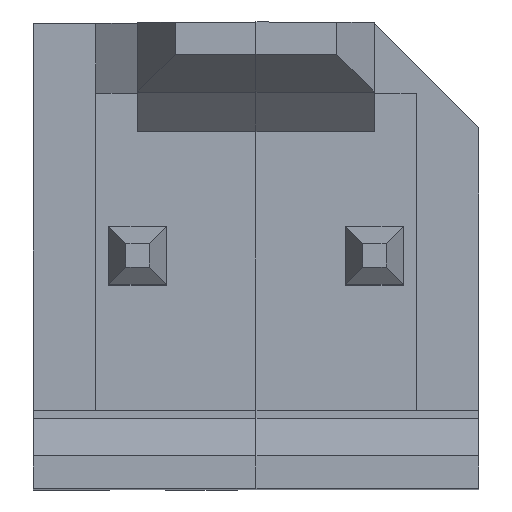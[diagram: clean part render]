
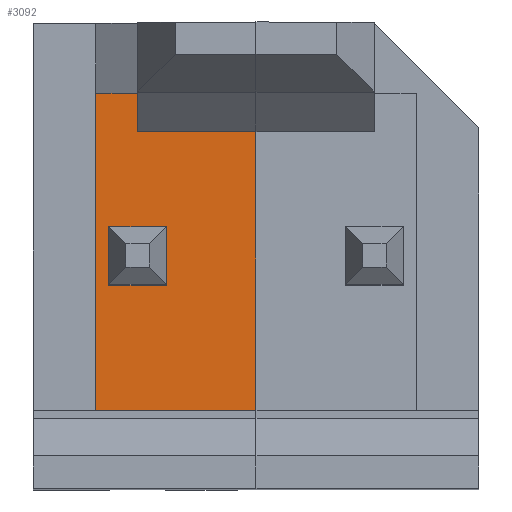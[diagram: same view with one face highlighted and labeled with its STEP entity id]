
A CAD part, top view. The second image highlights one B-rep face of the part: STEP entity #3092.
In plain terms, the highlighted planar face has unit normal (0, 0, 1).
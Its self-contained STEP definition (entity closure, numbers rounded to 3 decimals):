
#71=ORIENTED_EDGE('',*,*,#710,.T.);
#72=ORIENTED_EDGE('',*,*,#711,.T.);
#73=ORIENTED_EDGE('',*,*,#712,.T.);
#74=ORIENTED_EDGE('',*,*,#713,.T.);
#75=ORIENTED_EDGE('',*,*,#714,.F.);
#76=ORIENTED_EDGE('',*,*,#715,.T.);
#77=ORIENTED_EDGE('',*,*,#716,.F.);
#78=ORIENTED_EDGE('',*,*,#717,.T.);
#79=ORIENTED_EDGE('',*,*,#718,.T.);
#80=ORIENTED_EDGE('',*,*,#703,.T.);
#703=EDGE_CURVE('',#1025,#1024,#1230,.T.);
#710=EDGE_CURVE('',#1027,#1028,#1237,.T.);
#711=EDGE_CURVE('',#1028,#1029,#1238,.T.);
#712=EDGE_CURVE('',#1029,#1030,#1239,.T.);
#713=EDGE_CURVE('',#1030,#1027,#1240,.T.);
#714=EDGE_CURVE('',#1031,#1024,#1241,.T.);
#715=EDGE_CURVE('',#1031,#1032,#1242,.T.);
#716=EDGE_CURVE('',#1033,#1032,#1243,.T.);
#717=EDGE_CURVE('',#1033,#1034,#1244,.T.);
#718=EDGE_CURVE('',#1034,#1025,#1245,.T.);
#1024=VERTEX_POINT('',#3973);
#1025=VERTEX_POINT('',#3975);
#1027=VERTEX_POINT('',#3987);
#1028=VERTEX_POINT('',#3988);
#1029=VERTEX_POINT('',#3990);
#1030=VERTEX_POINT('',#3992);
#1031=VERTEX_POINT('',#3995);
#1032=VERTEX_POINT('',#3997);
#1033=VERTEX_POINT('',#3999);
#1034=VERTEX_POINT('',#4001);
#1230=LINE('',#3974,#1548);
#1237=LINE('',#3986,#1555);
#1238=LINE('',#3989,#1556);
#1239=LINE('',#3991,#1557);
#1240=LINE('',#3993,#1558);
#1241=LINE('',#3994,#1559);
#1242=LINE('',#3996,#1560);
#1243=LINE('',#3998,#1561);
#1244=LINE('',#4000,#1562);
#1245=LINE('',#4002,#1563);
#1548=VECTOR('',#3384,1000.);
#1555=VECTOR('',#3397,1000.);
#1556=VECTOR('',#3398,1000.);
#1557=VECTOR('',#3399,1000.);
#1558=VECTOR('',#3400,1000.);
#1559=VECTOR('',#3401,1000.);
#1560=VECTOR('',#3402,1000.);
#1561=VECTOR('',#3403,1000.);
#1562=VECTOR('',#3404,1000.);
#1563=VECTOR('',#3405,1000.);
#1855=EDGE_LOOP('',(#71,#72,#73,#74));
#1856=EDGE_LOOP('',(#75,#76,#77,#78,#79,#80));
#1982=FACE_BOUND('',#1855,.T.);
#1983=FACE_BOUND('',#1856,.T.);
#2108=PLANE('',#3228);
#3092=ADVANCED_FACE('',(#1982,#1983),#2108,.F.);
#3228=AXIS2_PLACEMENT_3D('',#3985,#3395,#3396);
#3384=DIRECTION('',(-1.,0.,0.));
#3395=DIRECTION('',(0.,0.,-1.));
#3396=DIRECTION('',(0.,1.,0.));
#3397=DIRECTION('',(0.,-1.,0.));
#3398=DIRECTION('',(-1.,0.,0.));
#3399=DIRECTION('',(0.,1.,0.));
#3400=DIRECTION('',(1.,0.,0.));
#3401=DIRECTION('',(0.,1.,0.));
#3402=DIRECTION('',(1.,0.,0.));
#3403=DIRECTION('',(0.,1.,0.));
#3404=DIRECTION('',(1.,0.,0.));
#3405=DIRECTION('',(0.,1.,0.));
#3973=CARTESIAN_POINT('',(28.49,4.15,2.6));
#3974=CARTESIAN_POINT('',(21.02,4.15,2.6));
#3975=CARTESIAN_POINT('',(30.21,4.15,2.6));
#3985=CARTESIAN_POINT('',(31.866,0.7,2.6));
#3986=CARTESIAN_POINT('',(30.07,0.,2.6));
#3987=CARTESIAN_POINT('',(30.07,2.81,2.6));
#3988=CARTESIAN_POINT('',(30.07,2.19,2.6));
#3989=CARTESIAN_POINT('',(21.02,2.19,2.6));
#3990=CARTESIAN_POINT('',(29.45,2.19,2.6));
#3991=CARTESIAN_POINT('',(29.45,0.,2.6));
#3992=CARTESIAN_POINT('',(29.45,2.81,2.6));
#3993=CARTESIAN_POINT('',(21.02,2.81,2.6));
#3994=CARTESIAN_POINT('',(28.49,0.7,2.6));
#3995=CARTESIAN_POINT('',(28.49,0.85,2.6));
#3996=CARTESIAN_POINT('',(21.02,0.85,2.6));
#3997=CARTESIAN_POINT('',(29.76,0.85,2.6));
#3998=CARTESIAN_POINT('',(29.76,0.,2.6));
#3999=CARTESIAN_POINT('',(29.76,0.75,2.6));
#4000=CARTESIAN_POINT('',(21.02,0.75,2.6));
#4001=CARTESIAN_POINT('',(30.21,0.75,2.6));
#4002=CARTESIAN_POINT('',(30.21,0.,2.6));
